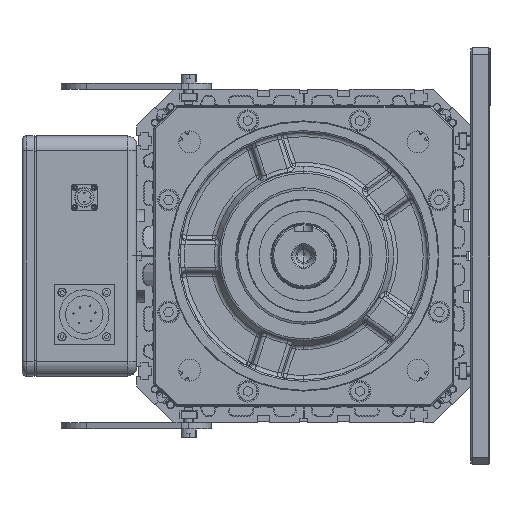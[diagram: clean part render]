
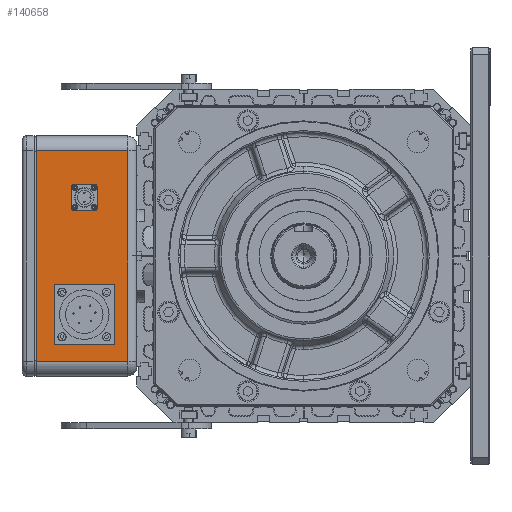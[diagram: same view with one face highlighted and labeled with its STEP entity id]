
A CAD part, left-side view. The second image highlights one B-rep face of the part: STEP entity #140658.
In plain terms, the highlighted planar face has unit normal (-1, 0, 0).
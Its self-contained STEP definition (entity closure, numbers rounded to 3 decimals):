
#712 = CARTESIAN_POINT ( 'NONE',  ( 423., 178.2, 70. ) ) ;
#17412 = FACE_OUTER_BOUND ( 'NONE', #90098, .T. ) ;
#17962 = LINE ( 'NONE', #79117, #125559 ) ;
#29366 = DIRECTION ( 'NONE',  ( 0., 1., 0. ) ) ;
#42226 = VECTOR ( 'NONE', #131467, 1000. ) ;
#60812 = PLANE ( 'NONE',  #127550 ) ;
#62274 = CARTESIAN_POINT ( 'NONE',  ( 423., 117.2, 80. ) ) ;
#62765 = DIRECTION ( 'NONE',  ( 1., 0., 0. ) ) ;
#76368 = VECTOR ( 'NONE', #122426, 1000. ) ;
#77578 = CARTESIAN_POINT ( 'NONE',  ( 423., 178.2, 80. ) ) ;
#78139 = DIRECTION ( 'NONE',  ( 0., 0., 1. ) ) ;
#79117 = CARTESIAN_POINT ( 'NONE',  ( 423., 178.2, 80. ) ) ;
#90098 = EDGE_LOOP ( 'NONE', ( #123070, #160417, #110636, #157733 ) ) ;
#110147 = CARTESIAN_POINT ( 'NONE',  ( 423., 117.2, 70. ) ) ;
#110289 = EDGE_CURVE ( 'NONE', #173922, #179595, #17962, .T. ) ;
#110636 = ORIENTED_EDGE ( 'NONE', *, *, #137702, .T. ) ;
#117639 = CARTESIAN_POINT ( 'NONE',  ( 423., 178.2, -70. ) ) ;
#122426 = DIRECTION ( 'NONE',  ( 0., 0., 1. ) ) ;
#122513 = CARTESIAN_POINT ( 'NONE',  ( 423., 178.2, -70. ) ) ;
#123070 = ORIENTED_EDGE ( 'NONE', *, *, #110289, .F. ) ;
#123396 = LINE ( 'NONE', #62274, #76368 ) ;
#125559 = VECTOR ( 'NONE', #78139, 1000. ) ;
#127550 = AXIS2_PLACEMENT_3D ( 'NONE', #77578, #62765, #151564 ) ;
#131467 = DIRECTION ( 'NONE',  ( 0., -1., 0. ) ) ;
#132166 = VERTEX_POINT ( 'NONE', #171364 ) ;
#137702 = EDGE_CURVE ( 'NONE', #132166, #170781, #123396, .T. ) ;
#139737 = CARTESIAN_POINT ( 'NONE',  ( 423., 178.2, 70. ) ) ;
#140658 = ADVANCED_FACE ( 'NONE', ( #17412 ), #60812, .F. ) ;
#151564 = DIRECTION ( 'NONE',  ( 0., -1., 0. ) ) ;
#154878 = EDGE_CURVE ( 'NONE', #173922, #132166, #180695, .T. ) ;
#157733 = ORIENTED_EDGE ( 'NONE', *, *, #187909, .T. ) ;
#160417 = ORIENTED_EDGE ( 'NONE', *, *, #154878, .T. ) ;
#164496 = LINE ( 'NONE', #712, #165444 ) ;
#165444 = VECTOR ( 'NONE', #29366, 1000. ) ;
#170781 = VERTEX_POINT ( 'NONE', #110147 ) ;
#171364 = CARTESIAN_POINT ( 'NONE',  ( 423., 117.2, -70. ) ) ;
#173922 = VERTEX_POINT ( 'NONE', #122513 ) ;
#179595 = VERTEX_POINT ( 'NONE', #139737 ) ;
#180695 = LINE ( 'NONE', #117639, #42226 ) ;
#187909 = EDGE_CURVE ( 'NONE', #170781, #179595, #164496, .T. ) ;
